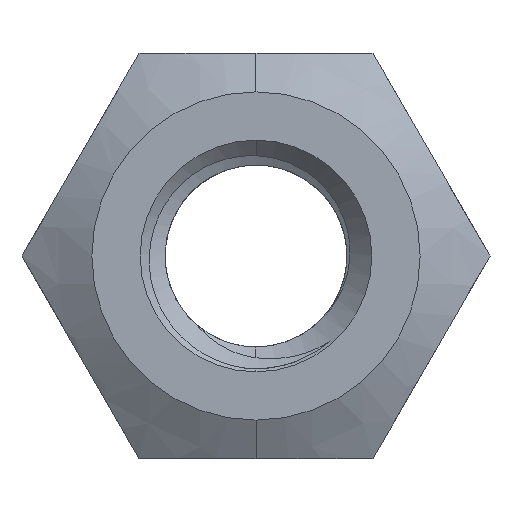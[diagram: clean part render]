
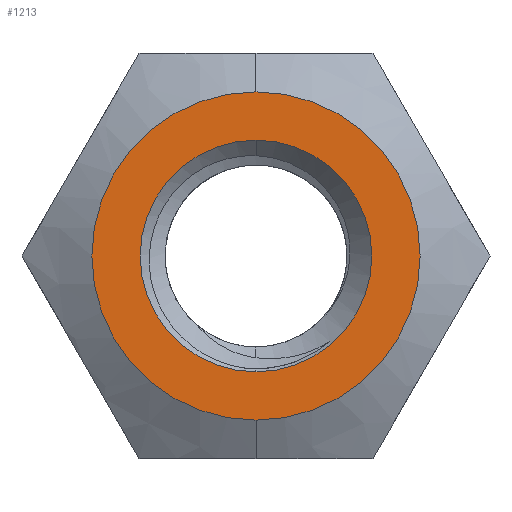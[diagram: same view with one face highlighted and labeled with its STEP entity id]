
A CAD part, left-side view. The second image highlights one B-rep face of the part: STEP entity #1213.
In plain terms, the highlighted planar face has unit normal (-1, 0, 0).
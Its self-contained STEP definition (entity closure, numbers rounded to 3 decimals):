
#698 = EDGE_CURVE('',#699,#701,#703,.T.);
#699 = VERTEX_POINT('',#700);
#700 = CARTESIAN_POINT('',(-3.2,0.,2.835));
#701 = VERTEX_POINT('',#702);
#702 = CARTESIAN_POINT('',(-3.2,0.,-2.835));
#703 = CIRCLE('',#704,2.835);
#704 = AXIS2_PLACEMENT_3D('',#705,#706,#707);
#705 = CARTESIAN_POINT('',(-3.2,0.,0.));
#706 = DIRECTION('',(-1.,0.,0.));
#707 = DIRECTION('',(0.,0.,1.));
#869 = VERTEX_POINT('',#870);
#870 = CARTESIAN_POINT('',(-3.2,0.,2.));
#876 = EDGE_CURVE('',#877,#869,#879,.T.);
#877 = VERTEX_POINT('',#878);
#878 = CARTESIAN_POINT('',(-3.2,0.,-2.));
#879 = CIRCLE('',#880,2.);
#880 = AXIS2_PLACEMENT_3D('',#881,#882,#883);
#881 = CARTESIAN_POINT('',(-3.2,0.,0.));
#882 = DIRECTION('',(-1.,0.,0.));
#883 = DIRECTION('',(0.,0.,1.));
#953 = EDGE_CURVE('',#869,#877,#954,.T.);
#954 = CIRCLE('',#955,2.);
#955 = AXIS2_PLACEMENT_3D('',#956,#957,#958);
#956 = CARTESIAN_POINT('',(-3.2,0.,0.));
#957 = DIRECTION('',(-1.,0.,0.));
#958 = DIRECTION('',(0.,0.,1.));
#1155 = EDGE_CURVE('',#701,#699,#1156,.T.);
#1156 = CIRCLE('',#1157,2.835);
#1157 = AXIS2_PLACEMENT_3D('',#1158,#1159,#1160);
#1158 = CARTESIAN_POINT('',(-3.2,0.,0.));
#1159 = DIRECTION('',(-1.,0.,0.));
#1160 = DIRECTION('',(0.,0.,1.));
#1213 = ADVANCED_FACE('',(#1214,#1218),#1222,.F.);
#1214 = FACE_BOUND('',#1215,.T.);
#1215 = EDGE_LOOP('',(#1216,#1217));
#1216 = ORIENTED_EDGE('',*,*,#1155,.T.);
#1217 = ORIENTED_EDGE('',*,*,#698,.T.);
#1218 = FACE_BOUND('',#1219,.T.);
#1219 = EDGE_LOOP('',(#1220,#1221));
#1220 = ORIENTED_EDGE('',*,*,#953,.F.);
#1221 = ORIENTED_EDGE('',*,*,#876,.F.);
#1222 = PLANE('',#1223);
#1223 = AXIS2_PLACEMENT_3D('',#1224,#1225,#1226);
#1224 = CARTESIAN_POINT('',(-3.2,0.,0.));
#1225 = DIRECTION('',(1.,0.,0.));
#1226 = DIRECTION('',(0.,0.,-1.));
